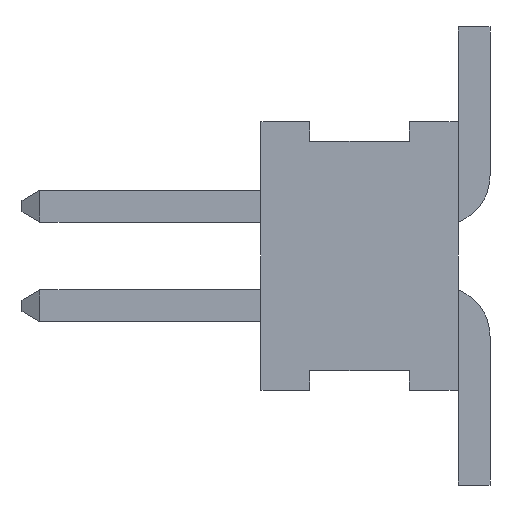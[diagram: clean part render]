
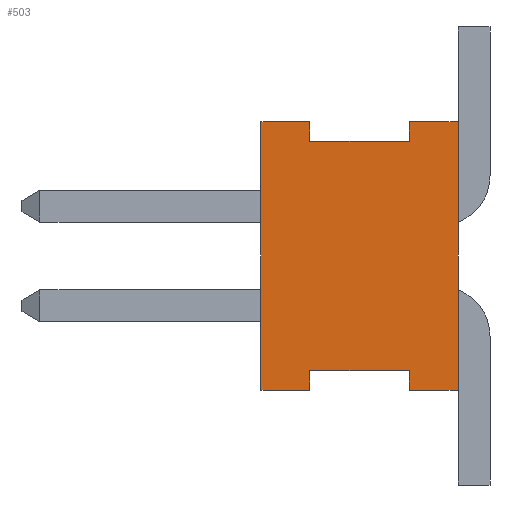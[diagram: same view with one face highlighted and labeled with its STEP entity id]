
A CAD part, left-side view. The second image highlights one B-rep face of the part: STEP entity #503.
In plain terms, the highlighted planar face has unit normal (-1, 0, 0).
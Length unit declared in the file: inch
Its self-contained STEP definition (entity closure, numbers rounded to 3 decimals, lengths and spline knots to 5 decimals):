
#503 = ADVANCED_FACE( '', ( #1197 ), #1198, .F. );
#1197 = FACE_OUTER_BOUND( '', #2127, .T. );
#1198 = PLANE( '', #2128 );
#2127 = EDGE_LOOP( '', ( #3421, #3422, #3423, #3424, #3425, #3426, #3427, #3428, #3429, #3430, #3431, #3432 ) );
#2128 = AXIS2_PLACEMENT_3D( '', #3433, #3434, #3435 );
#3421 = ORIENTED_EDGE( '', *, *, #6022, .F. );
#3422 = ORIENTED_EDGE( '', *, *, #5780, .F. );
#3423 = ORIENTED_EDGE( '', *, *, #6023, .T. );
#3424 = ORIENTED_EDGE( '', *, *, #6024, .T. );
#3425 = ORIENTED_EDGE( '', *, *, #6025, .F. );
#3426 = ORIENTED_EDGE( '', *, *, #5859, .F. );
#3427 = ORIENTED_EDGE( '', *, *, #5952, .F. );
#3428 = ORIENTED_EDGE( '', *, *, #6026, .F. );
#3429 = ORIENTED_EDGE( '', *, *, #5760, .F. );
#3430 = ORIENTED_EDGE( '', *, *, #6027, .F. );
#3431 = ORIENTED_EDGE( '', *, *, #6028, .T. );
#3432 = ORIENTED_EDGE( '', *, *, #6029, .F. );
#3433 = CARTESIAN_POINT( '', ( -0.175, 0.099, -0.0675 ) );
#3434 = DIRECTION( '', ( 1., 0., 0. ) );
#3435 = DIRECTION( '', ( 0., 0., -1. ) );
#5760 = EDGE_CURVE( '', #6936, #6937, #6938, .T. );
#5780 = EDGE_CURVE( '', #6972, #6973, #6974, .T. );
#5859 = EDGE_CURVE( '', #7109, #7110, #7111, .T. );
#5952 = EDGE_CURVE( '', #7274, #7109, #7275, .T. );
#6022 = EDGE_CURVE( '', #6973, #7391, #7392, .T. );
#6023 = EDGE_CURVE( '', #6972, #7393, #7394, .T. );
#6024 = EDGE_CURVE( '', #7393, #7395, #7396, .T. );
#6025 = EDGE_CURVE( '', #7110, #7395, #7397, .T. );
#6026 = EDGE_CURVE( '', #6937, #7274, #7398, .T. );
#6027 = EDGE_CURVE( '', #7399, #6936, #7400, .T. );
#6028 = EDGE_CURVE( '', #7399, #7401, #7402, .T. );
#6029 = EDGE_CURVE( '', #7391, #7401, #7403, .T. );
#6936 = VERTEX_POINT( '', #8635 );
#6937 = VERTEX_POINT( '', #8636 );
#6938 = LINE( '', #8637, #8638 );
#6972 = VERTEX_POINT( '', #8687 );
#6973 = VERTEX_POINT( '', #8688 );
#6974 = LINE( '', #8689, #8690 );
#7109 = VERTEX_POINT( '', #8885 );
#7110 = VERTEX_POINT( '', #8886 );
#7111 = LINE( '', #8887, #8888 );
#7274 = VERTEX_POINT( '', #9132 );
#7275 = LINE( '', #9133, #9134 );
#7391 = VERTEX_POINT( '', #9299 );
#7392 = LINE( '', #9300, #9301 );
#7393 = VERTEX_POINT( '', #9302 );
#7394 = LINE( '', #9303, #9304 );
#7395 = VERTEX_POINT( '', #9305 );
#7396 = LINE( '', #9306, #9307 );
#7397 = LINE( '', #9308, #9309 );
#7398 = LINE( '', #9310, #9311 );
#7399 = VERTEX_POINT( '', #9312 );
#7400 = LINE( '', #9313, #9314 );
#7401 = VERTEX_POINT( '', #9315 );
#7402 = LINE( '', #9316, #9317 );
#7403 = LINE( '', #9318, #9319 );
#8635 = CARTESIAN_POINT( '', ( -0.175, 0.099, 0.0675 ) );
#8636 = CARTESIAN_POINT( '', ( -0.175, 0.0745, 0.0675 ) );
#8637 = CARTESIAN_POINT( '', ( -0.175, 0.099, 0.0675 ) );
#8638 = VECTOR( '', #10915, 39.37008 );
#8687 = CARTESIAN_POINT( '', ( -0.175, 0.0245, -0.0675 ) );
#8688 = CARTESIAN_POINT( '', ( -0.175, 0.0245, -0.0575 ) );
#8689 = CARTESIAN_POINT( '', ( -0.175, 0.0245, -0.0675 ) );
#8690 = VECTOR( '', #10931, 39.37008 );
#8885 = CARTESIAN_POINT( '', ( -0.175, 0.0245, 0.0575 ) );
#8886 = CARTESIAN_POINT( '', ( -0.175, 0.0245, 0.0675 ) );
#8887 = CARTESIAN_POINT( '', ( -0.175, 0.0245, 0.0575 ) );
#8888 = VECTOR( '', #11001, 39.37008 );
#9132 = CARTESIAN_POINT( '', ( -0.175, 0.0745, 0.0575 ) );
#9133 = CARTESIAN_POINT( '', ( -0.175, 0.0745, 0.0575 ) );
#9134 = VECTOR( '', #11083, 39.37008 );
#9299 = CARTESIAN_POINT( '', ( -0.175, 0.0745, -0.0575 ) );
#9300 = CARTESIAN_POINT( '', ( -0.175, 0.0245, -0.0575 ) );
#9301 = VECTOR( '', #11148, 39.37008 );
#9302 = CARTESIAN_POINT( '', ( -0.175, 0., -0.0675 ) );
#9303 = CARTESIAN_POINT( '', ( -0.175, 0.099, -0.0675 ) );
#9304 = VECTOR( '', #11149, 39.37008 );
#9305 = CARTESIAN_POINT( '', ( -0.175, 0., 0.0675 ) );
#9306 = CARTESIAN_POINT( '', ( -0.175, 0., -0.0675 ) );
#9307 = VECTOR( '', #11150, 39.37008 );
#9308 = CARTESIAN_POINT( '', ( -0.175, 0.099, 0.0675 ) );
#9309 = VECTOR( '', #11151, 39.37008 );
#9310 = CARTESIAN_POINT( '', ( -0.175, 0.0745, 0.0675 ) );
#9311 = VECTOR( '', #11152, 39.37008 );
#9312 = CARTESIAN_POINT( '', ( -0.175, 0.099, -0.0675 ) );
#9313 = CARTESIAN_POINT( '', ( -0.175, 0.099, -0.0675 ) );
#9314 = VECTOR( '', #11153, 39.37008 );
#9315 = CARTESIAN_POINT( '', ( -0.175, 0.0745, -0.0675 ) );
#9316 = CARTESIAN_POINT( '', ( -0.175, 0.099, -0.0675 ) );
#9317 = VECTOR( '', #11154, 39.37008 );
#9318 = CARTESIAN_POINT( '', ( -0.175, 0.0745, -0.0575 ) );
#9319 = VECTOR( '', #11155, 39.37008 );
#10915 = DIRECTION( '', ( 0., -1., 0. ) );
#10931 = DIRECTION( '', ( 0., 0., 1. ) );
#11001 = DIRECTION( '', ( 0., 0., 1. ) );
#11083 = DIRECTION( '', ( 0., -1., 0. ) );
#11148 = DIRECTION( '', ( 0., 1., 0. ) );
#11149 = DIRECTION( '', ( 0., -1., 0. ) );
#11150 = DIRECTION( '', ( 0., 0., 1. ) );
#11151 = DIRECTION( '', ( 0., -1., 0. ) );
#11152 = DIRECTION( '', ( 0., 0., -1. ) );
#11153 = DIRECTION( '', ( 0., 0., 1. ) );
#11154 = DIRECTION( '', ( 0., -1., 0. ) );
#11155 = DIRECTION( '', ( 0., 0., -1. ) );
